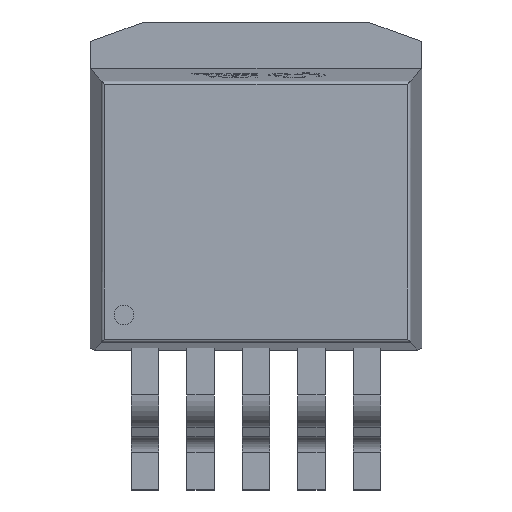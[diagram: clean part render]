
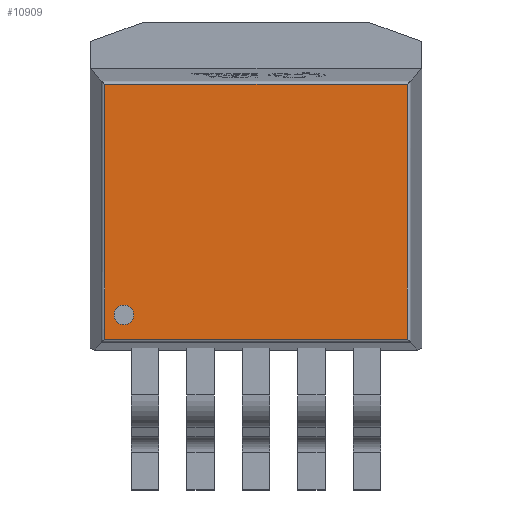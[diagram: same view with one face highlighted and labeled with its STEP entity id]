
A CAD part, top view. The second image highlights one B-rep face of the part: STEP entity #10909.
In plain terms, the highlighted planar face has unit normal (0, 0, 1).
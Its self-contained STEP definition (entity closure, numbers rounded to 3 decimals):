
#358 = FACE_OUTER_BOUND ( 'NONE', #6314, .T. ) ;
#392 = EDGE_CURVE ( 'NONE', #9978, #3506, #9850, .T. ) ;
#431 = CARTESIAN_POINT ( 'NONE',  ( -4.051, -1.817, 4.57 ) ) ;
#936 = VECTOR ( 'NONE', #15145, 1000. ) ;
#1487 = ORIENTED_EDGE ( 'NONE', *, *, #14200, .T. ) ;
#1627 = AXIS2_PLACEMENT_3D ( 'NONE', #2155, #7826, #1916 ) ;
#1687 = CARTESIAN_POINT ( 'NONE',  ( -4.643, 1.425, 4.57 ) ) ;
#1916 = DIRECTION ( 'NONE',  ( 1., 0., 0. ) ) ;
#2155 = CARTESIAN_POINT ( 'NONE',  ( -4.051, -1.817, 4.57 ) ) ;
#2250 = CARTESIAN_POINT ( 'NONE',  ( -4.643, -2.561, 4.57 ) ) ;
#2527 = VERTEX_POINT ( 'NONE', #9156 ) ;
#2554 = DIRECTION ( 'NONE',  ( 1., 0., 0. ) ) ;
#3015 = DIRECTION ( 'NONE',  ( 1., 0., 0. ) ) ;
#3296 = ORIENTED_EDGE ( 'NONE', *, *, #8816, .T. ) ;
#3506 = VERTEX_POINT ( 'NONE', #9607 ) ;
#3581 = LINE ( 'NONE', #13101, #8072 ) ;
#3844 = EDGE_LOOP ( 'NONE', ( #14222, #7429 ) ) ;
#3850 = EDGE_CURVE ( 'NONE', #3506, #9978, #7809, .T. ) ;
#4460 = DIRECTION ( 'NONE',  ( 1., 0., 0. ) ) ;
#5675 = VERTEX_POINT ( 'NONE', #2250 ) ;
#6314 = EDGE_LOOP ( 'NONE', ( #3296, #14664, #8971, #1487 ) ) ;
#6426 = LINE ( 'NONE', #1687, #13029 ) ;
#6661 = VECTOR ( 'NONE', #2554, 1000. ) ;
#7429 = ORIENTED_EDGE ( 'NONE', *, *, #392, .F. ) ;
#7514 = DIRECTION ( 'NONE',  ( 0., -1., 0. ) ) ;
#7526 = CARTESIAN_POINT ( 'NONE',  ( 4.733, -2.561, 4.57 ) ) ;
#7809 = CIRCLE ( 'NONE', #10806, 0.302 ) ;
#7826 = DIRECTION ( 'NONE',  ( 0., 0., 1. ) ) ;
#8021 = AXIS2_PLACEMENT_3D ( 'NONE', #15091, #10625, #4460 ) ;
#8072 = VECTOR ( 'NONE', #14320, 1000. ) ;
#8816 = EDGE_CURVE ( 'NONE', #11793, #12111, #3581, .T. ) ;
#8971 = ORIENTED_EDGE ( 'NONE', *, *, #9107, .T. ) ;
#9107 = EDGE_CURVE ( 'NONE', #5675, #2527, #13445, .T. ) ;
#9156 = CARTESIAN_POINT ( 'NONE',  ( 4.643, -2.561, 4.57 ) ) ;
#9184 = CARTESIAN_POINT ( 'NONE',  ( 4.643, 5.251, 4.57 ) ) ;
#9607 = CARTESIAN_POINT ( 'NONE',  ( -3.749, -1.817, 4.57 ) ) ;
#9850 = CIRCLE ( 'NONE', #1627, 0.302 ) ;
#9978 = VERTEX_POINT ( 'NONE', #11983 ) ;
#10456 = CARTESIAN_POINT ( 'NONE',  ( 4.643, 1.425, 4.57 ) ) ;
#10625 = DIRECTION ( 'NONE',  ( 0., 0., 1. ) ) ;
#10806 = AXIS2_PLACEMENT_3D ( 'NONE', #431, #14580, #3015 ) ;
#10909 = ADVANCED_FACE ( 'NONE', ( #11048, #358 ), #14590, .T. ) ;
#11048 = FACE_BOUND ( 'NONE', #3844, .T. ) ;
#11793 = VERTEX_POINT ( 'NONE', #9184 ) ;
#11907 = EDGE_CURVE ( 'NONE', #12111, #5675, #6426, .T. ) ;
#11933 = LINE ( 'NONE', #10456, #936 ) ;
#11983 = CARTESIAN_POINT ( 'NONE',  ( -4.354, -1.817, 4.57 ) ) ;
#12111 = VERTEX_POINT ( 'NONE', #12300 ) ;
#12300 = CARTESIAN_POINT ( 'NONE',  ( -4.643, 5.251, 4.57 ) ) ;
#13029 = VECTOR ( 'NONE', #7514, 1000. ) ;
#13101 = CARTESIAN_POINT ( 'NONE',  ( -4.733, 5.251, 4.57 ) ) ;
#13445 = LINE ( 'NONE', #7526, #6661 ) ;
#14200 = EDGE_CURVE ( 'NONE', #2527, #11793, #11933, .T. ) ;
#14222 = ORIENTED_EDGE ( 'NONE', *, *, #3850, .F. ) ;
#14320 = DIRECTION ( 'NONE',  ( -1., 0., 0. ) ) ;
#14580 = DIRECTION ( 'NONE',  ( 0., 0., 1. ) ) ;
#14590 = PLANE ( 'NONE',  #8021 ) ;
#14664 = ORIENTED_EDGE ( 'NONE', *, *, #11907, .T. ) ;
#15091 = CARTESIAN_POINT ( 'NONE',  ( 0., 1.425, 4.57 ) ) ;
#15145 = DIRECTION ( 'NONE',  ( 0., 1., 0. ) ) ;
